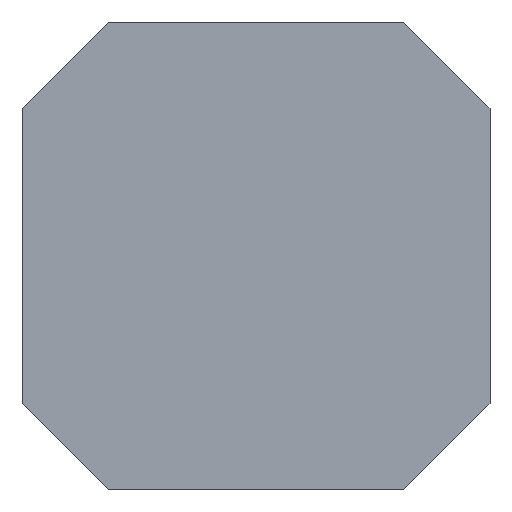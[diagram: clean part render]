
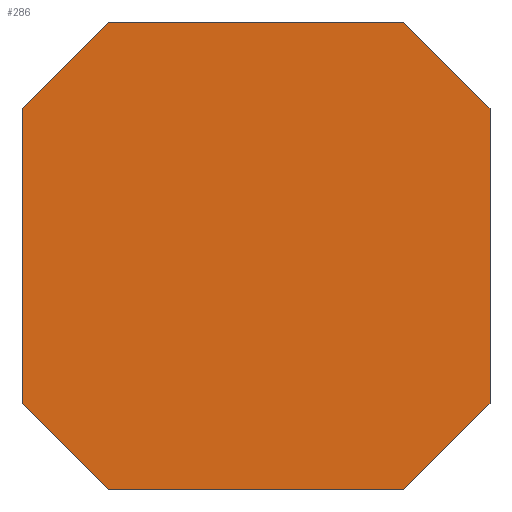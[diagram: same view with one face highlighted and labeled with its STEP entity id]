
A CAD part, front view. The second image highlights one B-rep face of the part: STEP entity #286.
In plain terms, the highlighted planar face has unit normal (0, -1, 0).
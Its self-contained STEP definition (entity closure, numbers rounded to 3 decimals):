
#7 = LINE ( 'NONE', #443, #959 ) ;
#49 = ORIENTED_EDGE ( 'NONE', *, *, #615, .F. ) ;
#50 = LINE ( 'NONE', #191, #382 ) ;
#54 = CARTESIAN_POINT ( 'NONE',  ( 2.371, 0., -3.75 ) ) ;
#59 = VECTOR ( 'NONE', #230, 1000. ) ;
#142 = LINE ( 'NONE', #1758, #1834 ) ;
#144 = ORIENTED_EDGE ( 'NONE', *, *, #545, .F. ) ;
#147 = DIRECTION ( 'NONE',  ( -0.707, 0., -0.707 ) ) ;
#191 = CARTESIAN_POINT ( 'NONE',  ( 3.75, 0., 2.371 ) ) ;
#230 = DIRECTION ( 'NONE',  ( 1., 0., 0. ) ) ;
#249 = CARTESIAN_POINT ( 'NONE',  ( 0., 0., 0. ) ) ;
#279 = VECTOR ( 'NONE', #841, 1000. ) ;
#286 = ADVANCED_FACE ( 'NONE', ( #558 ), #1730, .F. ) ;
#287 = EDGE_CURVE ( 'NONE', #1152, #520, #964, .T. ) ;
#292 = CARTESIAN_POINT ( 'NONE',  ( -3.75, 0., -2.371 ) ) ;
#302 = DIRECTION ( 'NONE',  ( -1., 0., 0. ) ) ;
#337 = ORIENTED_EDGE ( 'NONE', *, *, #805, .F. ) ;
#381 = DIRECTION ( 'NONE',  ( 0., 1., 0. ) ) ;
#382 = VECTOR ( 'NONE', #488, 1000. ) ;
#393 = EDGE_CURVE ( 'NONE', #936, #694, #7, .T. ) ;
#425 = CARTESIAN_POINT ( 'NONE',  ( -3.75, 0., 2.371 ) ) ;
#432 = EDGE_CURVE ( 'NONE', #1741, #1667, #50, .T. ) ;
#437 = LINE ( 'NONE', #292, #279 ) ;
#443 = CARTESIAN_POINT ( 'NONE',  ( -2.371, 0., -3.75 ) ) ;
#488 = DIRECTION ( 'NONE',  ( 0., 0., -1. ) ) ;
#520 = VERTEX_POINT ( 'NONE', #557 ) ;
#545 = EDGE_CURVE ( 'NONE', #520, #1150, #1698, .T. ) ;
#557 = CARTESIAN_POINT ( 'NONE',  ( -3.75, 0., 2.371 ) ) ;
#558 = FACE_OUTER_BOUND ( 'NONE', #929, .T. ) ;
#587 = VECTOR ( 'NONE', #1258, 1000. ) ;
#615 = EDGE_CURVE ( 'NONE', #1667, #936, #1457, .T. ) ;
#673 = CARTESIAN_POINT ( 'NONE',  ( -3.75, 0., 2.371 ) ) ;
#694 = VERTEX_POINT ( 'NONE', #1421 ) ;
#805 = EDGE_CURVE ( 'NONE', #956, #1741, #142, .T. ) ;
#837 = AXIS2_PLACEMENT_3D ( 'NONE', #249, #381, #1260 ) ;
#841 = DIRECTION ( 'NONE',  ( -0.707, 0., 0.707 ) ) ;
#849 = ORIENTED_EDGE ( 'NONE', *, *, #393, .F. ) ;
#903 = VECTOR ( 'NONE', #147, 1000. ) ;
#927 = CARTESIAN_POINT ( 'NONE',  ( 2.371, 0., 3.75 ) ) ;
#929 = EDGE_LOOP ( 'NONE', ( #1570, #144, #1070, #1567, #849, #49, #1515, #337 ) ) ;
#936 = VERTEX_POINT ( 'NONE', #54 ) ;
#937 = CARTESIAN_POINT ( 'NONE',  ( -2.371, 0., 3.75 ) ) ;
#956 = VERTEX_POINT ( 'NONE', #927 ) ;
#959 = VECTOR ( 'NONE', #302, 1000. ) ;
#964 = LINE ( 'NONE', #425, #1324 ) ;
#1043 = EDGE_CURVE ( 'NONE', #1150, #956, #1830, .T. ) ;
#1070 = ORIENTED_EDGE ( 'NONE', *, *, #287, .F. ) ;
#1150 = VERTEX_POINT ( 'NONE', #1392 ) ;
#1152 = VERTEX_POINT ( 'NONE', #1820 ) ;
#1258 = DIRECTION ( 'NONE',  ( 0.707, 0., 0.707 ) ) ;
#1260 = DIRECTION ( 'NONE',  ( 0., 0., 1. ) ) ;
#1275 = CARTESIAN_POINT ( 'NONE',  ( 3.75, 0., -2.371 ) ) ;
#1293 = DIRECTION ( 'NONE',  ( 0., 0., 1. ) ) ;
#1303 = DIRECTION ( 'NONE',  ( 0.707, 0., -0.707 ) ) ;
#1324 = VECTOR ( 'NONE', #1293, 1000. ) ;
#1392 = CARTESIAN_POINT ( 'NONE',  ( -2.371, 0., 3.75 ) ) ;
#1421 = CARTESIAN_POINT ( 'NONE',  ( -2.371, 0., -3.75 ) ) ;
#1457 = LINE ( 'NONE', #1604, #903 ) ;
#1515 = ORIENTED_EDGE ( 'NONE', *, *, #432, .F. ) ;
#1567 = ORIENTED_EDGE ( 'NONE', *, *, #1799, .F. ) ;
#1570 = ORIENTED_EDGE ( 'NONE', *, *, #1043, .F. ) ;
#1604 = CARTESIAN_POINT ( 'NONE',  ( 2.371, 0., -3.75 ) ) ;
#1667 = VERTEX_POINT ( 'NONE', #1275 ) ;
#1698 = LINE ( 'NONE', #673, #587 ) ;
#1730 = PLANE ( 'NONE',  #837 ) ;
#1741 = VERTEX_POINT ( 'NONE', #1753 ) ;
#1753 = CARTESIAN_POINT ( 'NONE',  ( 3.75, 0., 2.371 ) ) ;
#1758 = CARTESIAN_POINT ( 'NONE',  ( 2.371, 0., 3.75 ) ) ;
#1799 = EDGE_CURVE ( 'NONE', #694, #1152, #437, .T. ) ;
#1820 = CARTESIAN_POINT ( 'NONE',  ( -3.75, 0., -2.371 ) ) ;
#1830 = LINE ( 'NONE', #937, #59 ) ;
#1834 = VECTOR ( 'NONE', #1303, 1000. ) ;
